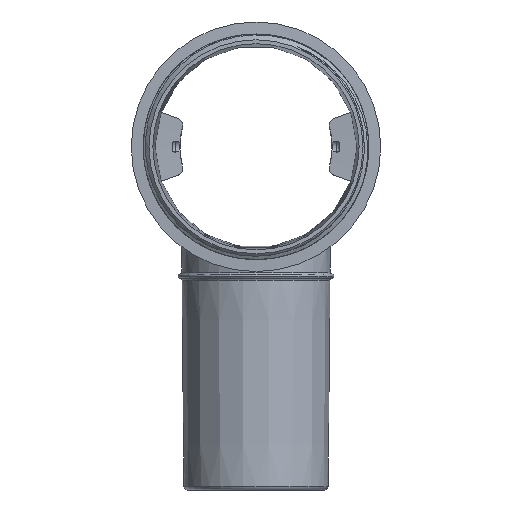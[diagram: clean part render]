
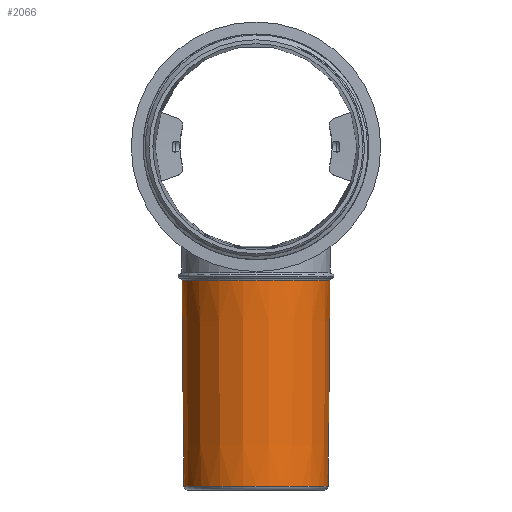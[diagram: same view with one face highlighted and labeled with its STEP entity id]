
A CAD part, front view. The second image highlights one B-rep face of the part: STEP entity #2066.
In plain terms, the highlighted conical face has half-angle 0.5 degrees and reference radius 18.5 mm.
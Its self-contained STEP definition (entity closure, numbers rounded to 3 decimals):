
#113=CONICAL_SURFACE('',#2245,18.5,0.009);
#177=FACE_OUTER_BOUND('',#294,.T.);
#294=EDGE_LOOP('',(#1621,#1622,#1623,#1624));
#378=CIRCLE('',#2215,18.509);
#397=CIRCLE('',#2246,18.97);
#605=LINE('',#6249,#710);
#710=VECTOR('',#2608,18.5);
#886=VERTEX_POINT('',#5380);
#908=VERTEX_POINT('',#6247);
#1138=EDGE_CURVE('',#886,#886,#378,.T.);
#1176=EDGE_CURVE('',#908,#908,#397,.T.);
#1177=EDGE_CURVE('',#908,#886,#605,.T.);
#1621=ORIENTED_EDGE('',*,*,#1176,.F.);
#1622=ORIENTED_EDGE('',*,*,#1177,.T.);
#1623=ORIENTED_EDGE('',*,*,#1138,.F.);
#1624=ORIENTED_EDGE('',*,*,#1177,.F.);
#2066=ADVANCED_FACE('',(#177),#113,.T.);
#2215=AXIS2_PLACEMENT_3D('',#5382,#2534,#2535);
#2245=AXIS2_PLACEMENT_3D('',#6246,#2604,#2605);
#2246=AXIS2_PLACEMENT_3D('',#6248,#2606,#2607);
#2534=DIRECTION('center_axis',(0.,0.,-1.));
#2535=DIRECTION('ref_axis',(-1.,0.,0.));
#2604=DIRECTION('center_axis',(0.,0.,1.));
#2605=DIRECTION('ref_axis',(-1.,0.,0.));
#2606=DIRECTION('center_axis',(0.,0.,1.));
#2607=DIRECTION('ref_axis',(0.,1.,0.));
#2608=DIRECTION('',(-0.009,0.,-1.));
#5380=CARTESIAN_POINT('',(18.509,-5.5,-87.009));
#5382=CARTESIAN_POINT('Origin',(0.,-5.5,-87.009));
#6246=CARTESIAN_POINT('Origin',(0.,-5.5,-88.));
#6247=CARTESIAN_POINT('',(18.97,-5.5,-34.201));
#6248=CARTESIAN_POINT('Origin',(0.,-5.5,-34.201));
#6249=CARTESIAN_POINT('',(18.5,-5.5,-88.));
